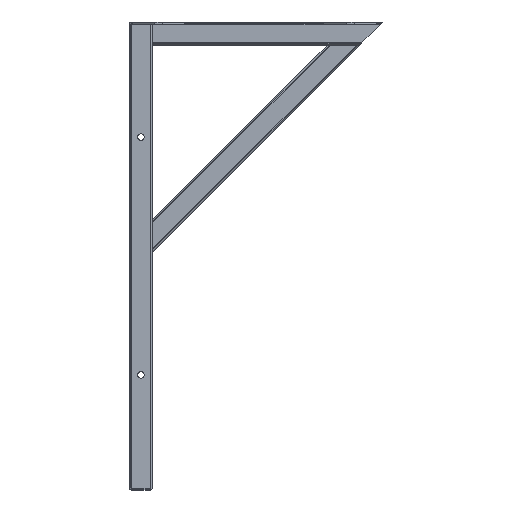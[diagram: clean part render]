
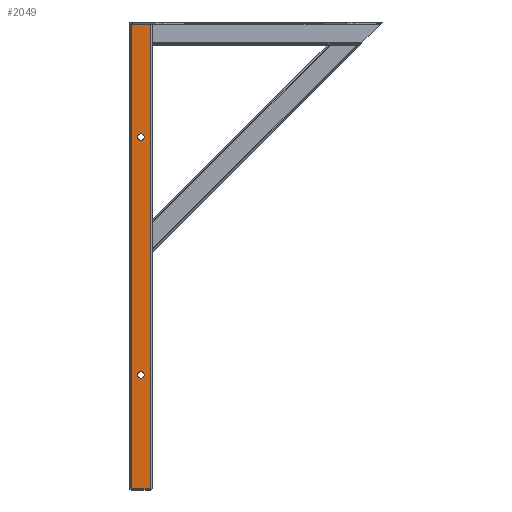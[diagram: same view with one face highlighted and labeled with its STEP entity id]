
A CAD part, left-side view. The second image highlights one B-rep face of the part: STEP entity #2049.
In plain terms, the highlighted face is planar.
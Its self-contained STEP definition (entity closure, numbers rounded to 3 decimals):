
#76 = VERTEX_POINT ( 'NONE', #1226 ) ;
#140 = ORIENTED_EDGE ( 'NONE', *, *, #811, .T. ) ;
#273 = DIRECTION ( 'NONE',  ( 0., 0., -1. ) ) ;
#291 = EDGE_CURVE ( 'NONE', #2888, #2286, #1548, .T. ) ;
#324 = CIRCLE ( 'NONE', #2106, 4.25 ) ;
#435 = DIRECTION ( 'NONE',  ( -1., 0., 0. ) ) ;
#445 = DIRECTION ( 'NONE',  ( 0., -1., 0. ) ) ;
#526 = DIRECTION ( 'NONE',  ( 0., 0., -1. ) ) ;
#550 = DIRECTION ( 'NONE',  ( -1., 0., 0. ) ) ;
#619 = LINE ( 'NONE', #1587, #2534 ) ;
#631 = EDGE_CURVE ( 'NONE', #2888, #1288, #1409, .T. ) ;
#701 = CARTESIAN_POINT ( 'NONE',  ( 0., 3., 0. ) ) ;
#809 = CARTESIAN_POINT ( 'NONE',  ( 150., 15., 0. ) ) ;
#811 = EDGE_CURVE ( 'NONE', #76, #2199, #3315, .T. ) ;
#836 = CARTESIAN_POINT ( 'NONE',  ( 464.25, 15., 0. ) ) ;
#921 = VECTOR ( 'NONE', #435, 1000. ) ;
#986 = CARTESIAN_POINT ( 'NONE',  ( 610., 3., 0. ) ) ;
#1023 = DIRECTION ( 'NONE',  ( -1., 0., 0. ) ) ;
#1054 = VECTOR ( 'NONE', #445, 1000. ) ;
#1057 = FACE_BOUND ( 'NONE', #1251, .T. ) ;
#1058 = CARTESIAN_POINT ( 'NONE',  ( 154.25, 15., 0. ) ) ;
#1083 = DIRECTION ( 'NONE',  ( 0., 0., -1. ) ) ;
#1091 = AXIS2_PLACEMENT_3D ( 'NONE', #2170, #526, #1023 ) ;
#1094 = LINE ( 'NONE', #986, #2792 ) ;
#1116 = ORIENTED_EDGE ( 'NONE', *, *, #291, .F. ) ;
#1135 = ORIENTED_EDGE ( 'NONE', *, *, #1477, .T. ) ;
#1188 = AXIS2_PLACEMENT_3D ( 'NONE', #809, #1083, #3344 ) ;
#1190 = ORIENTED_EDGE ( 'NONE', *, *, #1890, .F. ) ;
#1226 = CARTESIAN_POINT ( 'NONE',  ( 455.75, 15., 0. ) ) ;
#1251 = EDGE_LOOP ( 'NONE', ( #140, #1135 ) ) ;
#1288 = VERTEX_POINT ( 'NONE', #2740 ) ;
#1400 = EDGE_CURVE ( 'NONE', #1468, #2064, #1444, .T. ) ;
#1409 = LINE ( 'NONE', #2948, #921 ) ;
#1444 = CIRCLE ( 'NONE', #1188, 4.25 ) ;
#1468 = VERTEX_POINT ( 'NONE', #1058 ) ;
#1477 = EDGE_CURVE ( 'NONE', #2199, #76, #324, .T. ) ;
#1484 = CARTESIAN_POINT ( 'NONE',  ( 610., 3., 0. ) ) ;
#1548 = LINE ( 'NONE', #3543, #1054 ) ;
#1557 = DIRECTION ( 'NONE',  ( 0., -1., 0. ) ) ;
#1587 = CARTESIAN_POINT ( 'NONE',  ( 0., 3., 0. ) ) ;
#1625 = ORIENTED_EDGE ( 'NONE', *, *, #631, .T. ) ;
#1656 = AXIS2_PLACEMENT_3D ( 'NONE', #2823, #273, #2233 ) ;
#1671 = CIRCLE ( 'NONE', #2275, 4.25 ) ;
#1819 = DIRECTION ( 'NONE',  ( -1., 0., 0. ) ) ;
#1890 = EDGE_CURVE ( 'NONE', #2286, #2413, #1094, .T. ) ;
#1892 = EDGE_CURVE ( 'NONE', #1288, #2413, #619, .T. ) ;
#1896 = EDGE_LOOP ( 'NONE', ( #2607, #2791 ) ) ;
#2049 = ADVANCED_FACE ( 'NONE', ( #2350, #1057, #2578 ), #2564, .F. ) ;
#2064 = VERTEX_POINT ( 'NONE', #3364 ) ;
#2106 = AXIS2_PLACEMENT_3D ( 'NONE', #3343, #3367, #550 ) ;
#2170 = CARTESIAN_POINT ( 'NONE',  ( 460., 15., 0. ) ) ;
#2199 = VERTEX_POINT ( 'NONE', #836 ) ;
#2233 = DIRECTION ( 'NONE',  ( -1., 0., 0. ) ) ;
#2275 = AXIS2_PLACEMENT_3D ( 'NONE', #2923, #2379, #2718 ) ;
#2286 = VERTEX_POINT ( 'NONE', #1484 ) ;
#2350 = FACE_BOUND ( 'NONE', #1896, .T. ) ;
#2379 = DIRECTION ( 'NONE',  ( 0., 0., -1. ) ) ;
#2413 = VERTEX_POINT ( 'NONE', #701 ) ;
#2534 = VECTOR ( 'NONE', #1557, 1000. ) ;
#2564 = PLANE ( 'NONE',  #1656 ) ;
#2578 = FACE_OUTER_BOUND ( 'NONE', #3290, .T. ) ;
#2607 = ORIENTED_EDGE ( 'NONE', *, *, #2998, .T. ) ;
#2718 = DIRECTION ( 'NONE',  ( -1., 0., 0. ) ) ;
#2740 = CARTESIAN_POINT ( 'NONE',  ( 0., 27., 0. ) ) ;
#2791 = ORIENTED_EDGE ( 'NONE', *, *, #1400, .T. ) ;
#2792 = VECTOR ( 'NONE', #1819, 1000. ) ;
#2823 = CARTESIAN_POINT ( 'NONE',  ( 610., 3., 0. ) ) ;
#2888 = VERTEX_POINT ( 'NONE', #3271 ) ;
#2923 = CARTESIAN_POINT ( 'NONE',  ( 150., 15., 0. ) ) ;
#2935 = ORIENTED_EDGE ( 'NONE', *, *, #1892, .T. ) ;
#2948 = CARTESIAN_POINT ( 'NONE',  ( 610., 27., 0. ) ) ;
#2998 = EDGE_CURVE ( 'NONE', #2064, #1468, #1671, .T. ) ;
#3271 = CARTESIAN_POINT ( 'NONE',  ( 610., 27., 0. ) ) ;
#3290 = EDGE_LOOP ( 'NONE', ( #2935, #1190, #1116, #1625 ) ) ;
#3315 = CIRCLE ( 'NONE', #1091, 4.25 ) ;
#3343 = CARTESIAN_POINT ( 'NONE',  ( 460., 15., 0. ) ) ;
#3344 = DIRECTION ( 'NONE',  ( -1., 0., 0. ) ) ;
#3364 = CARTESIAN_POINT ( 'NONE',  ( 145.75, 15., 0. ) ) ;
#3367 = DIRECTION ( 'NONE',  ( 0., 0., -1. ) ) ;
#3543 = CARTESIAN_POINT ( 'NONE',  ( 610., 3., 0. ) ) ;
